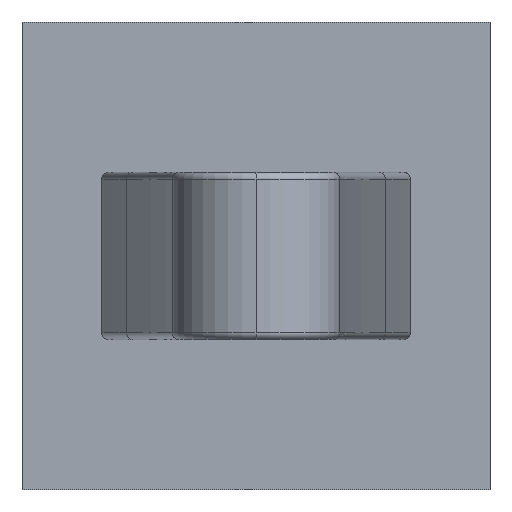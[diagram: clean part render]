
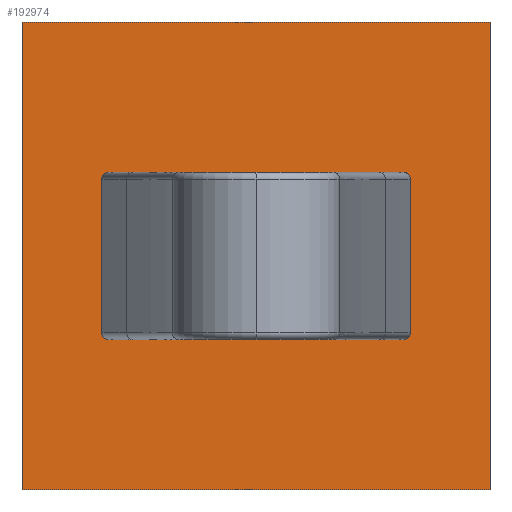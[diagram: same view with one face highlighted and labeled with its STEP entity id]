
A CAD part, front view. The second image highlights one B-rep face of the part: STEP entity #192974.
In plain terms, the highlighted planar face has unit normal (0, -1, 0).
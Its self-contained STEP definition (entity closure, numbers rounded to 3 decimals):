
#192830=CARTESIAN_POINT('',(-105.,63.132,156.242));
#192831=VERTEX_POINT('',#192830);
#192838=CARTESIAN_POINT('',(-105.,63.132,86.242));
#192839=VERTEX_POINT('',#192838);
#192840=CARTESIAN_POINT('',(-105.,63.132,86.242));
#192841=DIRECTION('',(0.,0.,1.));
#192842=VECTOR('',#192841,70.);
#192843=LINE('',#192840,#192842);
#192844=EDGE_CURVE('',#192839,#192831,#192843,.T.);
#192862=CARTESIAN_POINT('',(-175.,63.132,86.242));
#192863=VERTEX_POINT('',#192862);
#192864=CARTESIAN_POINT('',(-175.,63.132,86.242));
#192865=DIRECTION('',(1.,0.,-0.));
#192866=VECTOR('',#192865,70.);
#192867=LINE('',#192864,#192866);
#192868=EDGE_CURVE('',#192863,#192839,#192867,.T.);
#192886=CARTESIAN_POINT('',(-175.,63.132,156.242));
#192887=VERTEX_POINT('',#192886);
#192888=CARTESIAN_POINT('',(-175.,63.132,156.242));
#192889=DIRECTION('',(-0.,-0.,-1.));
#192890=VECTOR('',#192889,70.);
#192891=LINE('',#192888,#192890);
#192892=EDGE_CURVE('',#192887,#192863,#192891,.T.);
#192910=CARTESIAN_POINT('',(-105.,63.132,156.242));
#192911=DIRECTION('',(-1.,-0.,0.));
#192912=VECTOR('',#192911,70.);
#192913=LINE('',#192910,#192912);
#192914=EDGE_CURVE('',#192831,#192887,#192913,.T.);
#192921=CARTESIAN_POINT('',(-140.,63.132,121.242));
#192922=DIRECTION('',(0.,-1.,0.));
#192923=DIRECTION('',(1.,0.,0.));
#192924=AXIS2_PLACEMENT_3D('',#192921,#192922,#192923);
#192925=PLANE('',#192924);
#192926=ORIENTED_EDGE('',*,*,#192914,.T.);
#192927=ORIENTED_EDGE('',*,*,#192892,.T.);
#192928=ORIENTED_EDGE('',*,*,#192868,.T.);
#192929=ORIENTED_EDGE('',*,*,#192844,.T.);
#192930=EDGE_LOOP('',(#192926,#192927,#192928,#192929));
#192931=FACE_BOUND('',#192930,.T.);
#192932=CARTESIAN_POINT('',(-131.7,63.132,121.242));
#192933=VERTEX_POINT('',#192932);
#192934=CARTESIAN_POINT('',(-140.,63.132,121.242));
#192935=DIRECTION('',(0.,-1.,0.));
#192936=DIRECTION('',(1.,0.,0.));
#192937=AXIS2_PLACEMENT_3D('',#192934,#192935,#192936);
#192938=CIRCLE('',#192937,8.3);
#192939=EDGE_CURVE('',#192933,#192933,#192938,.T.);
#192940=ORIENTED_EDGE('',*,*,#192939,.F.);
#192941=EDGE_LOOP('',(#192940));
#192942=FACE_BOUND('',#192941,.T.);
#192943=CARTESIAN_POINT('',(-156.5,63.132,121.242));
#192944=VERTEX_POINT('',#192943);
#192945=CARTESIAN_POINT('',(-151.5,63.132,121.242));
#192946=VERTEX_POINT('',#192945);
#192947=CARTESIAN_POINT('',(-154.,63.132,121.242));
#192948=DIRECTION('',(0.,1.,-0.));
#192949=DIRECTION('',(-1.,0.,0.));
#192950=AXIS2_PLACEMENT_3D('',#192947,#192948,#192949);
#192951=CIRCLE('',#192950,2.5);
#192952=EDGE_CURVE('',#192944,#192946,#192951,.T.);
#192953=ORIENTED_EDGE('',*,*,#192952,.T.);
#192954=CARTESIAN_POINT('',(-154.,63.132,121.242));
#192955=DIRECTION('',(0.,1.,-0.));
#192956=DIRECTION('',(-1.,0.,0.));
#192957=AXIS2_PLACEMENT_3D('',#192954,#192955,#192956);
#192958=CIRCLE('',#192957,2.5);
#192959=EDGE_CURVE('',#192946,#192944,#192958,.T.);
#192960=ORIENTED_EDGE('',*,*,#192959,.T.);
#192961=EDGE_LOOP('',(#192953,#192960));
#192962=FACE_BOUND('',#192961,.T.);
#192963=CARTESIAN_POINT('',(-128.5,63.132,121.242));
#192964=VERTEX_POINT('',#192963);
#192965=CARTESIAN_POINT('',(-126.,63.132,121.242));
#192966=DIRECTION('',(0.,1.,-0.));
#192967=DIRECTION('',(-1.,0.,0.));
#192968=AXIS2_PLACEMENT_3D('',#192965,#192966,#192967);
#192969=CIRCLE('',#192968,2.5);
#192970=EDGE_CURVE('',#192964,#192964,#192969,.T.);
#192971=ORIENTED_EDGE('',*,*,#192970,.T.);
#192972=EDGE_LOOP('',(#192971));
#192973=FACE_BOUND('',#192972,.T.);
#192974=ADVANCED_FACE('',(#192931,#192942,#192962,#192973),#192925,.T.);
